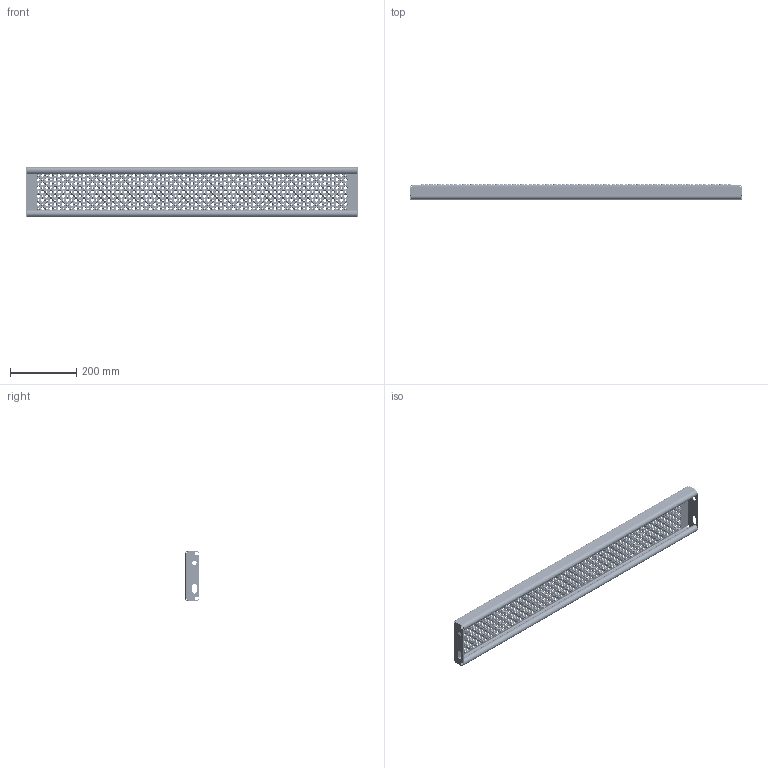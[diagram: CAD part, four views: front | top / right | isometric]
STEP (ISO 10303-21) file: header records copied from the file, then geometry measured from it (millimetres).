
FILE_DESCRIPTION (( 'STEP AP203' ), '1' );
FILE_NAME ('20613_ACHILTRIN_150x1000x45_M_OPTRÆK.STEP', '2011-08-15T08:43:21', ( 'JKJ' ), ( '' ), 'SwSTEP 2.0', 'SolidWorks 2011', '' );
FILE_SCHEMA (( 'CONFIG_CONTROL_DESIGN' ));
Products named in the file (1): 20613_ACHILTRIN_150x1000x45_M_OPTRÆK
Bounding box: 1000 x 45 x 150 mm (x, y, z)
Volume: 631608.4 mm3; surface area: 661970.9 mm2
Topology: 1 solids, 1 shells, 5857 faces, 13400 edges, 8370 vertices
Faces by surface type: cone 3300, cylinder 1686, plane 863, bspline 8
Entity records: 171257 total; most frequent: DIRECTION 33374, CARTESIAN_POINT 28220, ORIENTED_EDGE 26800, AXIS2_PLACEMENT_3D 14156, EDGE_CURVE 13400, VERTEX_POINT 8370, EDGE_LOOP 8340, CIRCLE 8306
